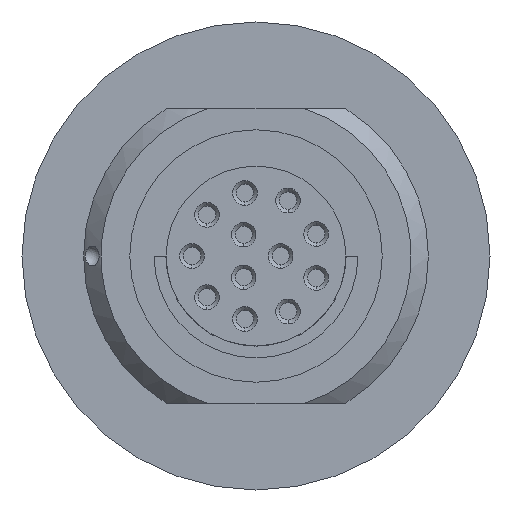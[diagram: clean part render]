
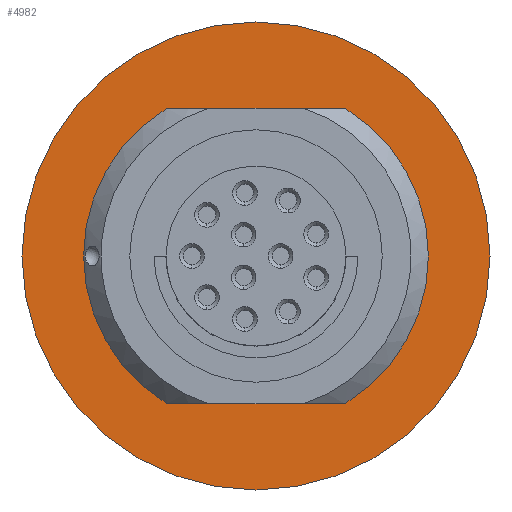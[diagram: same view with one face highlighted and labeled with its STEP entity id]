
A CAD part, left-side view. The second image highlights one B-rep face of the part: STEP entity #4982.
In plain terms, the highlighted planar face has unit normal (-1, 0, 0).
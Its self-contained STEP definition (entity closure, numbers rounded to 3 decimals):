
#164=CARTESIAN_POINT('',(-3.3,0.,0.));
#165=DIRECTION('',(1.,0.,0.));
#166=DIRECTION('',(0.,0.515,-0.857));
#167=AXIS2_PLACEMENT_3D('',#164,#165,#166);
#179=CARTESIAN_POINT('',(-3.3,0.,0.));
#180=DIRECTION('',(1.,0.,0.));
#181=DIRECTION('',(0.,-0.515,0.857));
#182=AXIS2_PLACEMENT_3D('',#179,#180,#181);
#311=DIRECTION('',(0.,1.,0.));
#312=VECTOR('',#311,7.211);
#313=CARTESIAN_POINT('',(-3.3,-3.606,6.));
#314=LINE('',#313,#312);
#318=CARTESIAN_POINT('',(-3.3,0.,0.));
#319=DIRECTION('',(-1.,0.,0.));
#320=DIRECTION('',(0.,1.,0.));
#321=AXIS2_PLACEMENT_3D('',#318,#319,#320);
#326=CARTESIAN_POINT('',(-3.3,0.,0.));
#327=DIRECTION('',(1.,0.,0.));
#328=DIRECTION('',(0.,1.,0.));
#329=AXIS2_PLACEMENT_3D('',#326,#327,#328);
#334=DIRECTION('',(0.,1.,0.));
#335=VECTOR('',#334,7.211);
#336=CARTESIAN_POINT('',(-3.3,-3.606,-6.));
#337=LINE('',#336,#335);
#4319=CARTESIAN_POINT('',(-3.3,3.606,6.));
#4321=VERTEX_POINT('',#4319);
#4323=CARTESIAN_POINT('',(-3.3,-3.606,6.));
#4325=VERTEX_POINT('',#4323);
#4327=CARTESIAN_POINT('',(-3.3,-3.606,-6.));
#4329=VERTEX_POINT('',#4327);
#4331=CARTESIAN_POINT('',(-3.3,3.606,-6.));
#4333=VERTEX_POINT('',#4331);
#4337=CARTESIAN_POINT('',(-3.3,9.5,0.));
#4339=VERTEX_POINT('',#4337);
#4341=CARTESIAN_POINT('',(-3.3,-9.5,0.));
#4343=VERTEX_POINT('',#4341);
#4965=CARTESIAN_POINT('',(-3.3,0.,0.));
#4966=DIRECTION('',(1.,0.,0.));
#4967=DIRECTION('',(0.,-1.,0.));
#4968=AXIS2_PLACEMENT_3D('',#4965,#4966,#4967);
#4969=PLANE('',#4968);
#4971=ORIENTED_EDGE('',*,*,#4970,.F.);
#4973=ORIENTED_EDGE('',*,*,#4972,.T.);
#4974=EDGE_LOOP('',(#4971,#4973));
#4975=FACE_OUTER_BOUND('',#4974,.F.);
#4976=ORIENTED_EDGE('',*,*,#4880,.F.);
#4977=ORIENTED_EDGE('',*,*,#4949,.T.);
#4978=ORIENTED_EDGE('',*,*,#4861,.F.);
#4979=ORIENTED_EDGE('',*,*,#4834,.F.);
#4980=EDGE_LOOP('',(#4976,#4977,#4978,#4979));
#4981=FACE_BOUND('',#4980,.F.);
#168=CIRCLE('',#167,7.);
#183=CIRCLE('',#182,7.);
#322=CIRCLE('',#321,9.5);
#330=CIRCLE('',#329,9.5);
#4834=EDGE_CURVE('',#4329,#4333,#337,.T.);
#4861=EDGE_CURVE('',#4333,#4321,#168,.T.);
#4880=EDGE_CURVE('',#4325,#4329,#183,.T.);
#4949=EDGE_CURVE('',#4325,#4321,#314,.T.);
#4970=EDGE_CURVE('',#4339,#4343,#322,.T.);
#4972=EDGE_CURVE('',#4339,#4343,#330,.T.);
#4982=ADVANCED_FACE('',(#4975,#4981),#4969,.F.);
